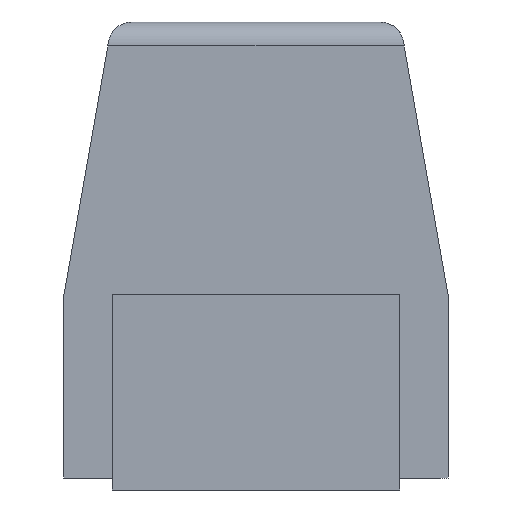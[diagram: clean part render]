
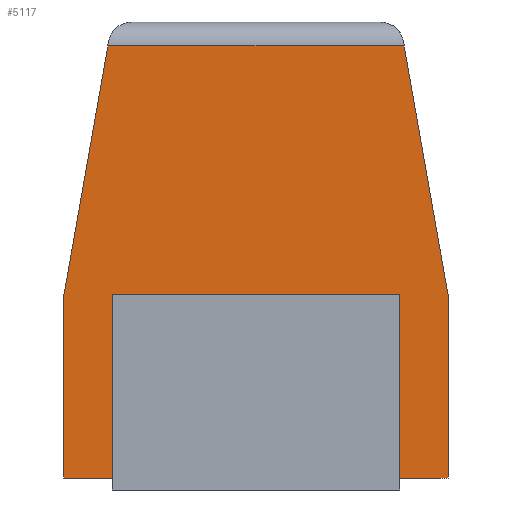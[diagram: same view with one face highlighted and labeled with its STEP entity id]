
A CAD part, left-side view. The second image highlights one B-rep face of the part: STEP entity #5117.
In plain terms, the highlighted planar face has unit normal (-1, 0, 0).
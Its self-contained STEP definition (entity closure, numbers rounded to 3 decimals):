
#4517=CARTESIAN_POINT('',(-1.6,0.618,1.8));
#4518=VERTEX_POINT('',#4517);
#4526=CARTESIAN_POINT('',(-1.6,-0.618,1.8));
#4527=VERTEX_POINT('',#4526);
#4528=CARTESIAN_POINT('',(-1.6,0.618,1.8));
#4529=DIRECTION('',(0.0,-1.0,0.0));
#4530=VECTOR('',#4529,1.235);
#4531=LINE('',#4528,#4530);
#4532=EDGE_CURVE('',#4518,#4527,#4531,.T.);
#4657=CARTESIAN_POINT('',(-1.6,-0.8,0.766));
#4658=VERTEX_POINT('',#4657);
#4659=CARTESIAN_POINT('',(-1.6,-0.618,1.8));
#4660=DIRECTION('',(0.0,-0.174,-0.985));
#4661=VECTOR('',#4660,1.05);
#4662=LINE('',#4659,#4661);
#4663=EDGE_CURVE('',#4527,#4658,#4662,.T.);
#4853=CARTESIAN_POINT('',(-1.6,0.6,0.766));
#4854=VERTEX_POINT('',#4853);
#4855=CARTESIAN_POINT('',(-1.6,-0.6,0.766));
#4856=VERTEX_POINT('',#4855);
#4857=CARTESIAN_POINT('',(-1.6,0.6,0.766));
#4858=DIRECTION('',(0.0,-1.0,0.0));
#4859=VECTOR('',#4858,1.2);
#4860=LINE('',#4857,#4859);
#4861=EDGE_CURVE('',#4854,#4856,#4860,.T.);
#4948=CARTESIAN_POINT('',(-1.6,0.6,0.0));
#4949=VERTEX_POINT('',#4948);
#4950=CARTESIAN_POINT('',(-1.6,0.6,0.0));
#4951=DIRECTION('',(0.0,0.0,1.0));
#4952=VECTOR('',#4951,0.766);
#4953=LINE('',#4950,#4952);
#4954=EDGE_CURVE('',#4949,#4854,#4953,.T.);
#5002=CARTESIAN_POINT('',(-1.6,-0.6,0.0));
#5003=VERTEX_POINT('',#5002);
#5010=CARTESIAN_POINT('',(-1.6,-0.6,0.766));
#5011=DIRECTION('',(0.0,0.0,-1.0));
#5012=VECTOR('',#5011,0.766);
#5013=LINE('',#5010,#5012);
#5014=EDGE_CURVE('',#4856,#5003,#5013,.T.);
#5040=CARTESIAN_POINT('',(-1.6,0.8,0.766));
#5041=VERTEX_POINT('',#5040);
#5048=CARTESIAN_POINT('',(-1.6,0.8,0.766));
#5049=DIRECTION('',(0.0,-0.174,0.985));
#5050=VECTOR('',#5049,1.05);
#5051=LINE('',#5048,#5050);
#5052=EDGE_CURVE('',#5041,#4518,#5051,.T.);
#5065=CARTESIAN_POINT('',(-1.6,-0.8,0.0));
#5066=VERTEX_POINT('',#5065);
#5067=CARTESIAN_POINT('',(-1.6,-0.8,0.0));
#5068=DIRECTION('',(0.0,0.0,1.0));
#5069=VECTOR('',#5068,0.766);
#5070=LINE('',#5067,#5069);
#5071=EDGE_CURVE('',#5066,#4658,#5070,.T.);
#5083=CARTESIAN_POINT('',(-1.6,-0.8,0.0));
#5084=DIRECTION('',(-1.0,0.0,0.0));
#5085=DIRECTION('',(0.0,0.0,1.0));
#5086=AXIS2_PLACEMENT_3D('',#5083,#5084,#5085);
#5087=PLANE('',#5086);
#5088=ORIENTED_EDGE('',*,*,#4532,.F.);
#5089=ORIENTED_EDGE('',*,*,#5052,.F.);
#5090=CARTESIAN_POINT('',(-1.6,0.8,0.0));
#5091=VERTEX_POINT('',#5090);
#5092=CARTESIAN_POINT('',(-1.6,0.8,0.0));
#5093=DIRECTION('',(0.0,0.0,1.0));
#5094=VECTOR('',#5093,0.766);
#5095=LINE('',#5092,#5094);
#5096=EDGE_CURVE('',#5091,#5041,#5095,.T.);
#5097=ORIENTED_EDGE('',*,*,#5096,.F.);
#5098=CARTESIAN_POINT('',(-1.6,0.6,0.0));
#5099=DIRECTION('',(0.0,1.0,0.0));
#5100=VECTOR('',#5099,0.2);
#5101=LINE('',#5098,#5100);
#5102=EDGE_CURVE('',#4949,#5091,#5101,.T.);
#5103=ORIENTED_EDGE('',*,*,#5102,.F.);
#5104=ORIENTED_EDGE('',*,*,#4954,.T.);
#5105=ORIENTED_EDGE('',*,*,#4861,.T.);
#5106=ORIENTED_EDGE('',*,*,#5014,.T.);
#5107=CARTESIAN_POINT('',(-1.6,-0.8,0.0));
#5108=DIRECTION('',(0.0,1.0,0.0));
#5109=VECTOR('',#5108,0.2);
#5110=LINE('',#5107,#5109);
#5111=EDGE_CURVE('',#5066,#5003,#5110,.T.);
#5112=ORIENTED_EDGE('',*,*,#5111,.F.);
#5113=ORIENTED_EDGE('',*,*,#5071,.T.);
#5114=ORIENTED_EDGE('',*,*,#4663,.F.);
#5115=EDGE_LOOP('',(#5088,#5089,#5097,#5103,#5104,#5105,#5106,#5112,#5113,#5114));
#5116=FACE_OUTER_BOUND('',#5115,.T.);
#5117=ADVANCED_FACE('',(#5116),#5087,.T.);
